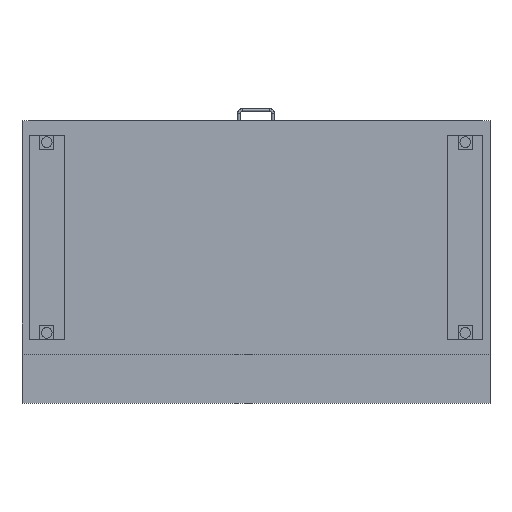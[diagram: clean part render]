
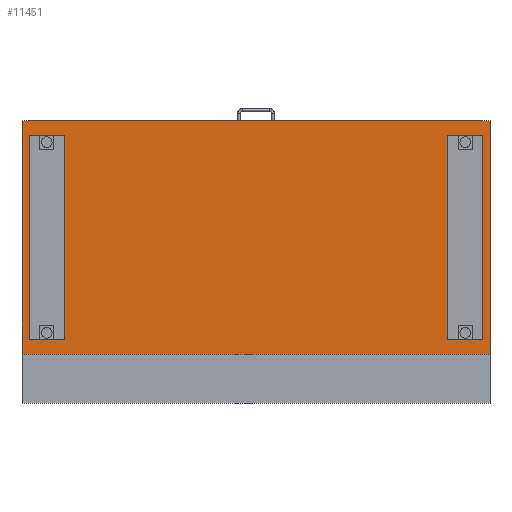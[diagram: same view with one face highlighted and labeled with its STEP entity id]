
A CAD part, front view. The second image highlights one B-rep face of the part: STEP entity #11451.
In plain terms, the highlighted planar face has unit normal (0, -1, 0).
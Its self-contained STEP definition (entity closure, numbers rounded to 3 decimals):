
#453=FACE_OUTER_BOUND('',#1152,.T.);
#1152=EDGE_LOOP('',(#7562,#7563,#7564,#7565));
#1868=LINE('',#16390,#3329);
#1876=LINE('',#16405,#3337);
#1877=LINE('',#16407,#3338);
#1878=LINE('',#16408,#3339);
#3329=VECTOR('',#13149,10.);
#3337=VECTOR('',#13161,10.);
#3338=VECTOR('',#13164,10.);
#3339=VECTOR('',#13165,10.);
#4785=VERTEX_POINT('',#16386);
#4787=VERTEX_POINT('',#16389);
#4791=VERTEX_POINT('',#16401);
#4792=VERTEX_POINT('',#16403);
#5894=EDGE_CURVE('',#4785,#4787,#1868,.T.);
#5902=EDGE_CURVE('',#4791,#4792,#1876,.T.);
#5903=EDGE_CURVE('',#4791,#4785,#1877,.T.);
#5904=EDGE_CURVE('',#4787,#4792,#1878,.T.);
#7562=ORIENTED_EDGE('',*,*,#5903,.F.);
#7563=ORIENTED_EDGE('',*,*,#5902,.T.);
#7564=ORIENTED_EDGE('',*,*,#5904,.F.);
#7565=ORIENTED_EDGE('',*,*,#5894,.F.);
#10836=PLANE('',#12243);
#11451=ADVANCED_FACE('',(#453),#10836,.T.);
#12243=AXIS2_PLACEMENT_3D('',#16406,#13162,#13163);
#13149=DIRECTION('',(0.,0.,-1.));
#13161=DIRECTION('',(0.,0.,-1.));
#13162=DIRECTION('center_axis',(0.,-1.,0.));
#13163=DIRECTION('ref_axis',(-1.,0.,0.));
#13164=DIRECTION('',(1.,0.,0.));
#13165=DIRECTION('',(-1.,0.,0.));
#16386=CARTESIAN_POINT('',(662.5,0.,0.));
#16389=CARTESIAN_POINT('',(662.5,0.,-660.));
#16390=CARTESIAN_POINT('',(662.5,0.,0.));
#16401=CARTESIAN_POINT('',(-662.5,0.,0.));
#16403=CARTESIAN_POINT('',(-662.5,0.,-660.));
#16405=CARTESIAN_POINT('',(-662.5,0.,0.));
#16406=CARTESIAN_POINT('Origin',(662.5,0.,0.));
#16407=CARTESIAN_POINT('',(-662.5,0.,0.));
#16408=CARTESIAN_POINT('',(-662.5,0.,-660.));
